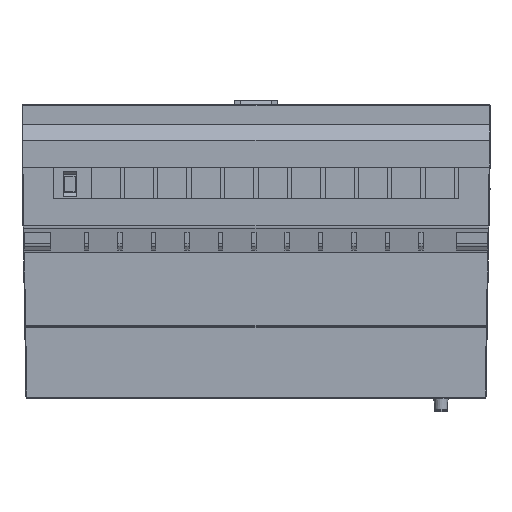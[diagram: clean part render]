
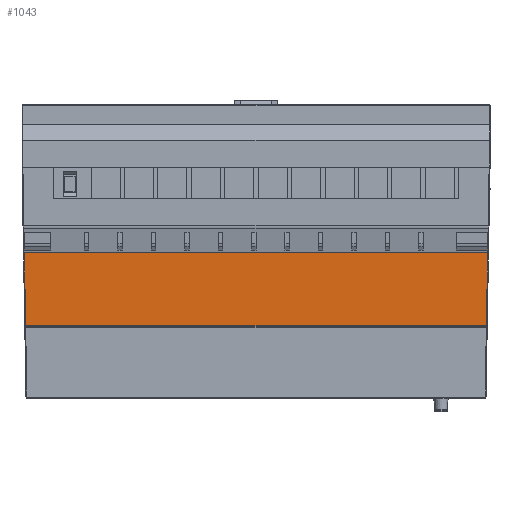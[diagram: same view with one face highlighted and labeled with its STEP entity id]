
A CAD part, top view. The second image highlights one B-rep face of the part: STEP entity #1043.
In plain terms, the highlighted planar face has unit normal (0, -0.018, 1).
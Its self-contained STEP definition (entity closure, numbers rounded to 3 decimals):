
#1043=ADVANCED_FACE('',(#5683),#5685,.T.);
#5683=FACE_BOUND('',#5684,.T.);
#5684=EDGE_LOOP('',(#15851,#15852,#15853,#15854));
#5685=PLANE('',#5686);
#5686=AXIS2_PLACEMENT_3D('',#5687,#5688,#5689);
#5687=CARTESIAN_POINT('',(52.5,174.532,37.596));
#5688=DIRECTION('',(0.,-0.017,1.));
#5689=DIRECTION('',(-1.,0.,0.));
#15851=ORIENTED_EDGE('',*,*,#23298,.T.);
#15852=ORIENTED_EDGE('',*,*,#23299,.F.);
#15853=ORIENTED_EDGE('',*,*,#23028,.F.);
#15854=ORIENTED_EDGE('',*,*,#23272,.T.);
#23028=EDGE_CURVE('',#26740,#26742,#26743,.T.);
#23272=EDGE_CURVE('',#26740,#27211,#27213,.T.);
#23298=EDGE_CURVE('',#27211,#27253,#27254,.T.);
#23299=EDGE_CURVE('',#26742,#27253,#27255,.T.);
#26740=VERTEX_POINT('',#33208);
#26742=VERTEX_POINT('',#33213);
#26743=LINE('',#33214,#33215);
#27211=VERTEX_POINT('',#34347);
#27213=LINE('',#34352,#34353);
#27253=VERTEX_POINT('',#34446);
#27254=LINE('',#34447,#34448);
#27255=LINE('',#34450,#34451);
#33208=CARTESIAN_POINT('',(-51.966,6.715,34.666));
#33213=CARTESIAN_POINT('',(51.966,6.715,34.666));
#33214=CARTESIAN_POINT('',(-51.966,6.715,34.666));
#33215=VECTOR('',#33216,1.);
#33216=DIRECTION('',(1.,0.,0.));
#34347=CARTESIAN_POINT('',(-51.681,-9.618,34.381));
#34352=CARTESIAN_POINT('',(-51.966,6.715,34.666));
#34353=VECTOR('',#34354,1.);
#34354=DIRECTION('',(0.017,-1.,-0.017));
#34446=CARTESIAN_POINT('',(51.681,-9.618,34.381));
#34447=CARTESIAN_POINT('',(-51.681,-9.618,34.381));
#34448=VECTOR('',#34449,1.);
#34449=DIRECTION('',(1.,0.,0.));
#34450=CARTESIAN_POINT('',(51.966,6.715,34.666));
#34451=VECTOR('',#34452,1.);
#34452=DIRECTION('',(-0.017,-1.,-0.017));
